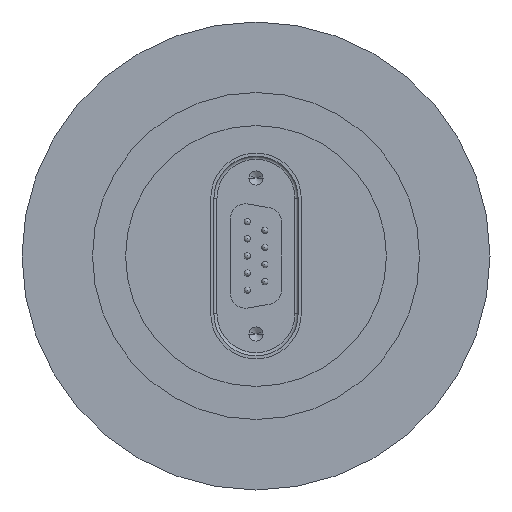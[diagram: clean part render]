
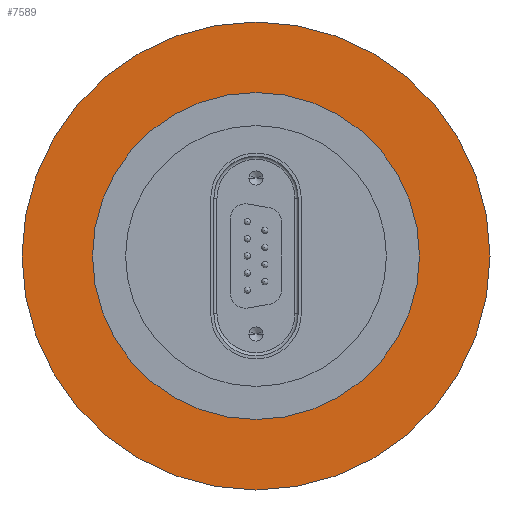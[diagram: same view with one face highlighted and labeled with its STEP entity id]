
A CAD part, left-side view. The second image highlights one B-rep face of the part: STEP entity #7589.
In plain terms, the highlighted planar face has unit normal (-1, 0, 0).
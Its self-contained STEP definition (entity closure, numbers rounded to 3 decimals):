
#155 = VERTEX_POINT ( 'NONE', #6170 ) ;
#369 = CIRCLE ( 'NONE', #5104, 37.5 ) ;
#768 = CARTESIAN_POINT ( 'NONE',  ( 0., 0., 26.2 ) ) ;
#1113 = ORIENTED_EDGE ( 'NONE', *, *, #3134, .T. ) ;
#1305 = AXIS2_PLACEMENT_3D ( 'NONE', #3291, #8364, #1745 ) ;
#1554 = DIRECTION ( 'NONE',  ( 0., 0., 1. ) ) ;
#1745 = DIRECTION ( 'NONE',  ( 0., 0., 1. ) ) ;
#2350 = EDGE_LOOP ( 'NONE', ( #4886, #10127 ) ) ;
#2528 = DIRECTION ( 'NONE',  ( -1., 0., 0. ) ) ;
#2670 = EDGE_CURVE ( 'NONE', #155, #9363, #10322, .T. ) ;
#3134 = EDGE_CURVE ( 'NONE', #4624, #7249, #8395, .T. ) ;
#3291 = CARTESIAN_POINT ( 'NONE',  ( 0., 0., 0. ) ) ;
#3329 = AXIS2_PLACEMENT_3D ( 'NONE', #9170, #7585, #8350 ) ;
#3889 = ORIENTED_EDGE ( 'NONE', *, *, #5232, .T. ) ;
#4299 = DIRECTION ( 'NONE',  ( 1., 0., 0. ) ) ;
#4624 = VERTEX_POINT ( 'NONE', #8485 ) ;
#4868 = DIRECTION ( 'NONE',  ( 0., 0., 1. ) ) ;
#4886 = ORIENTED_EDGE ( 'NONE', *, *, #5946, .F. ) ;
#5104 = AXIS2_PLACEMENT_3D ( 'NONE', #10753, #9009, #4868 ) ;
#5168 = CIRCLE ( 'NONE', #1305, 26.2 ) ;
#5230 = CARTESIAN_POINT ( 'NONE',  ( 0., 0., -37.5 ) ) ;
#5232 = EDGE_CURVE ( 'NONE', #7249, #4624, #369, .T. ) ;
#5284 = FACE_OUTER_BOUND ( 'NONE', #10632, .T. ) ;
#5894 = AXIS2_PLACEMENT_3D ( 'NONE', #5230, #4299, #9261 ) ;
#5946 = EDGE_CURVE ( 'NONE', #9363, #155, #5168, .T. ) ;
#6170 = CARTESIAN_POINT ( 'NONE',  ( 0., 0., -26.2 ) ) ;
#7249 = VERTEX_POINT ( 'NONE', #9920 ) ;
#7585 = DIRECTION ( 'NONE',  ( -1., 0., 0. ) ) ;
#7589 = ADVANCED_FACE ( 'NONE', ( #10790, #5284 ), #7729, .F. ) ;
#7693 = AXIS2_PLACEMENT_3D ( 'NONE', #10018, #2528, #1554 ) ;
#7729 = PLANE ( 'NONE',  #5894 ) ;
#8350 = DIRECTION ( 'NONE',  ( 0., 0., 1. ) ) ;
#8364 = DIRECTION ( 'NONE',  ( -1., 0., 0. ) ) ;
#8395 = CIRCLE ( 'NONE', #7693, 37.5 ) ;
#8485 = CARTESIAN_POINT ( 'NONE',  ( 0., 0., 37.5 ) ) ;
#9009 = DIRECTION ( 'NONE',  ( -1., 0., 0. ) ) ;
#9170 = CARTESIAN_POINT ( 'NONE',  ( 0., 0., 0. ) ) ;
#9261 = DIRECTION ( 'NONE',  ( 0., 0., -1. ) ) ;
#9363 = VERTEX_POINT ( 'NONE', #768 ) ;
#9920 = CARTESIAN_POINT ( 'NONE',  ( 0., 0., -37.5 ) ) ;
#10018 = CARTESIAN_POINT ( 'NONE',  ( 0., 0., 0. ) ) ;
#10127 = ORIENTED_EDGE ( 'NONE', *, *, #2670, .F. ) ;
#10322 = CIRCLE ( 'NONE', #3329, 26.2 ) ;
#10632 = EDGE_LOOP ( 'NONE', ( #1113, #3889 ) ) ;
#10753 = CARTESIAN_POINT ( 'NONE',  ( 0., 0., 0. ) ) ;
#10790 = FACE_BOUND ( 'NONE', #2350, .T. ) ;
